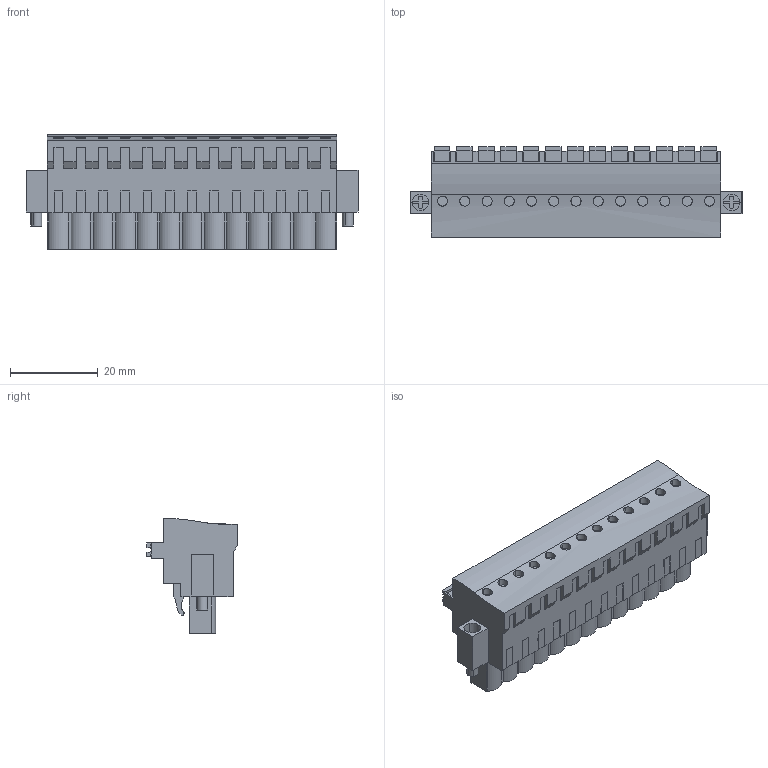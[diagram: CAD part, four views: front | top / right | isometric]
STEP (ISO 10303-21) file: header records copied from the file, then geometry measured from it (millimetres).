
FILE_DESCRIPTION(('CATIA V5 STEP Exchange','CAx-IF Rec.Pracs.--- Model Styling and Organization---1.2---2011-12-15'),'2;1');
FILE_NAME ('D1446320_0_1002200000_1002200000.stp','2017-09-09T13:43:32+00:00',('none'),('Weidmueller'),'CATIA Version 5-6 Release 2014','CATIA V5 STEP AP214','none');
FILE_SCHEMA(('AUTOMOTIVE_DESIGN { 1 0 10303 214 1 1 1 1 }'));
Length unit declared in the file: millimetre
Products named in the file (1): 1002200000
Bounding box: 75.84 x 20.64 x 26.24 mm (x, y, z)
Volume: 20564.3 mm3; surface area: 9338.4 mm2
Topology: 16 solids, 16 shells, 911 faces, 2604 edges, 1783 vertices
Faces by surface type: plane 727, cylinder 176, extrusion 8
Entity records: 29545 total; most frequent: CARTESIAN_POINT 5822, ORIENTED_EDGE 5208, DIRECTION 3845, EDGE_CURVE 2604, VECTOR 2214, LINE 2206, VERTEX_POINT 1783, EDGE_LOOP 973
